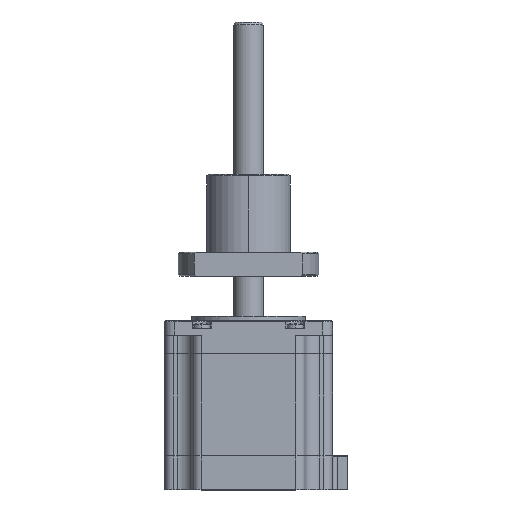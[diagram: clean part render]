
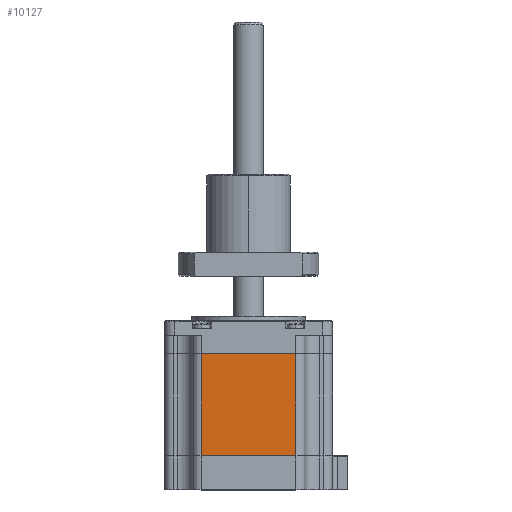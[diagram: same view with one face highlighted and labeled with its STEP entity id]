
A CAD part, top view. The second image highlights one B-rep face of the part: STEP entity #10127.
In plain terms, the highlighted planar face has unit normal (0, 0, 1).
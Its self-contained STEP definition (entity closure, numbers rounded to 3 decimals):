
#220 = DIRECTION ( 'NONE',  ( 0., -1., 0. ) ) ;
#1329 = EDGE_LOOP ( 'NONE', ( #7304, #11611, #6980, #6839 ) ) ;
#1472 = DIRECTION ( 'NONE',  ( 0., 1., 0. ) ) ;
#1553 = DIRECTION ( 'NONE',  ( -1., 0., 0. ) ) ;
#2094 = LINE ( 'NONE', #4746, #12688 ) ;
#2404 = LINE ( 'NONE', #10545, #10486 ) ;
#2528 = DIRECTION ( 'NONE',  ( -1., 0., 0. ) ) ;
#2646 = CARTESIAN_POINT ( 'NONE',  ( -0.579, -26.672, 91.75 ) ) ;
#3243 = VERTEX_POINT ( 'NONE', #10183 ) ;
#3419 = CARTESIAN_POINT ( 'NONE',  ( -0.579, -60.672, 91.75 ) ) ;
#3664 = CARTESIAN_POINT ( 'NONE',  ( -0.579, -60.672, 91.75 ) ) ;
#3811 = EDGE_CURVE ( 'NONE', #11444, #9781, #6344, .T. ) ;
#4746 = CARTESIAN_POINT ( 'NONE',  ( -0.579, -60.672, 91.75 ) ) ;
#6049 = LINE ( 'NONE', #7780, #8175 ) ;
#6183 = VERTEX_POINT ( 'NONE', #9078 ) ;
#6344 = LINE ( 'NONE', #3664, #11283 ) ;
#6581 = DIRECTION ( 'NONE',  ( 0., 0., -1. ) ) ;
#6697 = EDGE_CURVE ( 'NONE', #11444, #6183, #2094, .T. ) ;
#6839 = ORIENTED_EDGE ( 'NONE', *, *, #3811, .T. ) ;
#6980 = ORIENTED_EDGE ( 'NONE', *, *, #6697, .F. ) ;
#7304 = ORIENTED_EDGE ( 'NONE', *, *, #8948, .T. ) ;
#7780 = CARTESIAN_POINT ( 'NONE',  ( -0.579, -26.672, 91.75 ) ) ;
#8175 = VECTOR ( 'NONE', #2528, 1000. ) ;
#8716 = EDGE_CURVE ( 'NONE', #6183, #3243, #2404, .T. ) ;
#8948 = EDGE_CURVE ( 'NONE', #9781, #3243, #6049, .T. ) ;
#9078 = CARTESIAN_POINT ( 'NONE',  ( -32.179, -60.672, 91.75 ) ) ;
#9781 = VERTEX_POINT ( 'NONE', #2646 ) ;
#9937 = FACE_OUTER_BOUND ( 'NONE', #1329, .T. ) ;
#10127 = ADVANCED_FACE ( 'NONE', ( #9937 ), #12901, .F. ) ;
#10183 = CARTESIAN_POINT ( 'NONE',  ( -32.179, -26.672, 91.75 ) ) ;
#10211 = CARTESIAN_POINT ( 'NONE',  ( -0.579, -60.672, 91.75 ) ) ;
#10486 = VECTOR ( 'NONE', #11650, 1000. ) ;
#10545 = CARTESIAN_POINT ( 'NONE',  ( -32.179, -60.672, 91.75 ) ) ;
#11283 = VECTOR ( 'NONE', #1472, 1000. ) ;
#11444 = VERTEX_POINT ( 'NONE', #10211 ) ;
#11611 = ORIENTED_EDGE ( 'NONE', *, *, #8716, .F. ) ;
#11650 = DIRECTION ( 'NONE',  ( 0., 1., 0. ) ) ;
#11730 = AXIS2_PLACEMENT_3D ( 'NONE', #3419, #6581, #220 ) ;
#12688 = VECTOR ( 'NONE', #1553, 1000. ) ;
#12901 = PLANE ( 'NONE',  #11730 ) ;
